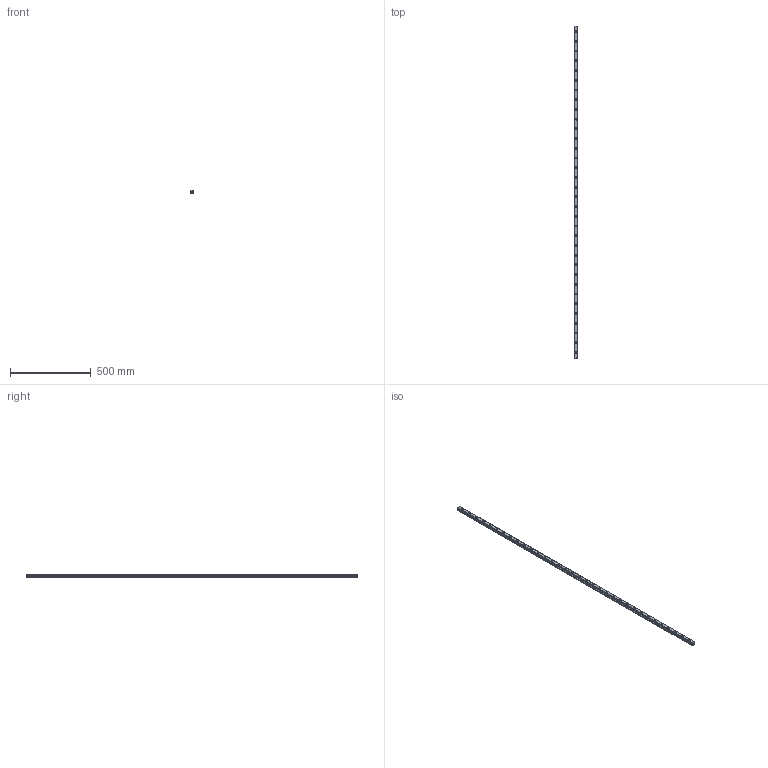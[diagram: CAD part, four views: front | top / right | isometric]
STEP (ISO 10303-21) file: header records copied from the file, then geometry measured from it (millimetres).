
FILE_DESCRIPTION(('STEP AP214'),'1');
FILE_NAME('cctmp_A438DB42-25A5-468C-97AB-75335F3F7785_2020_6_9_14_26_27_890..stp','2020-06-09T12:26:28',('HIWIN GmbH'),('CADClick - www.CADClick.com'),'Spatial InterOp 3D',' ','unknown authorization');
FILE_SCHEMA(('AUTOMOTIVE_DESIGN'));
Length unit declared in the file: millimetre
Products named in the file (1): HGR25R2050H_FILE
Bounding box: 23 x 2050 x 22 mm (x, y, z)
Volume: 852468.1 mm3; surface area: 210742 mm2
Topology: 1 solids, 1 shells, 519 faces, 1335 edges, 890 vertices
Faces by surface type: plane 293, cylinder 226
Entity records: 20329 total; most frequent: DIRECTION 3099, CARTESIAN_POINT 2745, ORIENTED_EDGE 2670, EDGE_CURVE 1335, AXIS2_PLACEMENT_3D 1244, VERTEX_POINT 890, LINE 611, VECTOR 611
